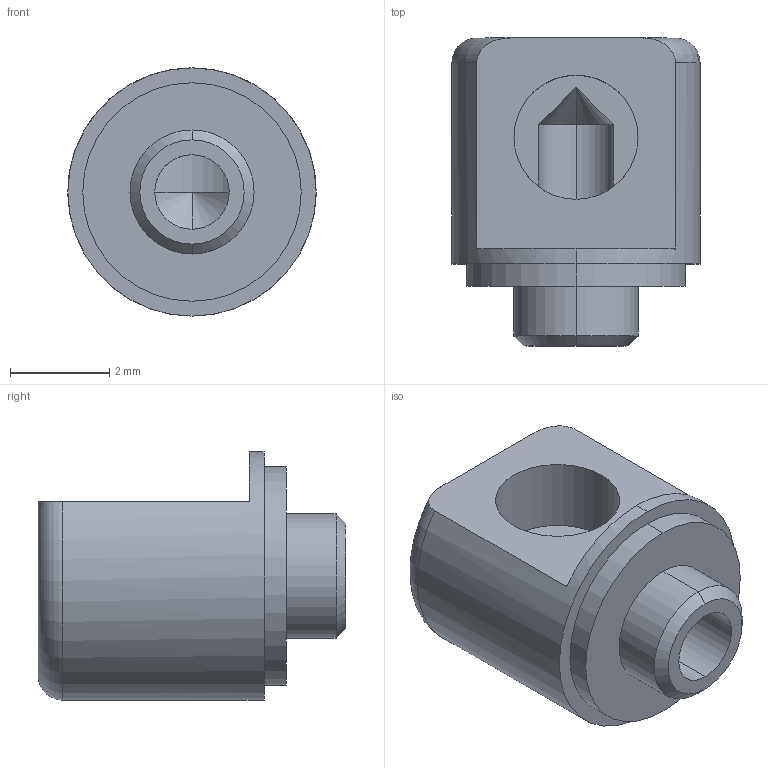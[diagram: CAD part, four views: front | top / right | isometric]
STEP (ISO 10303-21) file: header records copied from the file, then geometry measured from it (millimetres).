
FILE_DESCRIPTION (( 'STEP AP214' ), '1' );
FILE_NAME ('ktp_2765_plot_raccord.STEP', '2020-09-29T12:20:22', ( 'Maxime' ), ( '' ), 'SwSTEP 2.0', 'SolidWorks 2020', '' );
FILE_SCHEMA (( 'AUTOMOTIVE_DESIGN' ));
Length unit declared in the file: millimetre
Products named in the file (1): ktp_2765_plot_raccord
Bounding box: 5 x 6.2 x 5 mm (x, y, z)
Volume: 75.3 mm3; surface area: 145.5 mm2
Topology: 1 solids, 1 shells, 23 faces, 54 edges, 35 vertices
Faces by surface type: cylinder 10, plane 8, cone 4, torus 1
Entity records: 736 total; most frequent: CARTESIAN_POINT 147, DIRECTION 126, ORIENTED_EDGE 108, EDGE_CURVE 54, AXIS2_PLACEMENT_3D 52, VERTEX_POINT 35, CIRCLE 28, EDGE_LOOP 27
